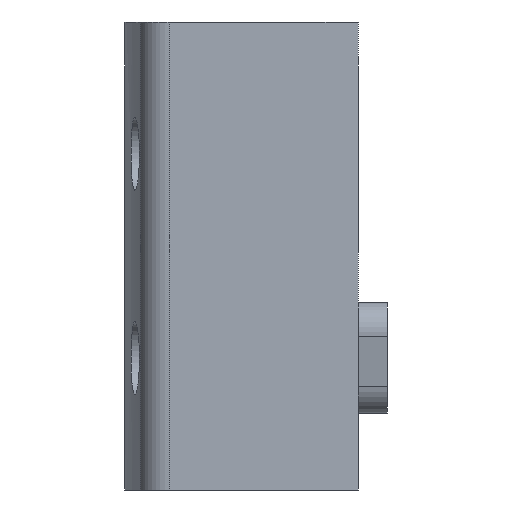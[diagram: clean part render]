
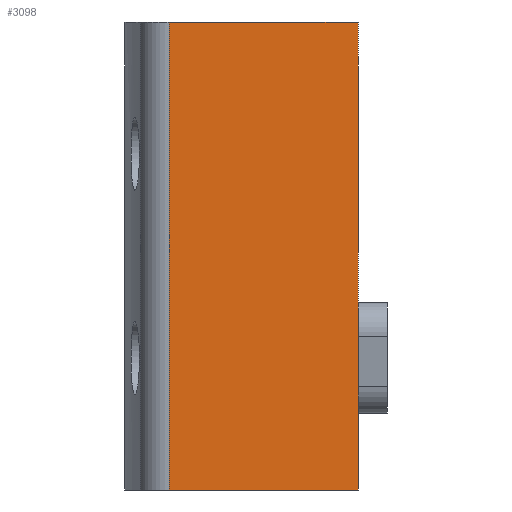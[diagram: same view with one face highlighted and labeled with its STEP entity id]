
A CAD part, left-side view. The second image highlights one B-rep face of the part: STEP entity #3098.
In plain terms, the highlighted planar face has unit normal (-1, 0, 0).
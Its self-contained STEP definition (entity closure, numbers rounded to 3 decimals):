
#352=ORIENTED_EDGE('',*,*,#1169,.T.);
#353=ORIENTED_EDGE('',*,*,#1101,.F.);
#354=ORIENTED_EDGE('',*,*,#1170,.F.);
#355=ORIENTED_EDGE('',*,*,#1167,.T.);
#1101=EDGE_CURVE('',#1512,#1509,#1821,.T.);
#1167=EDGE_CURVE('',#1574,#1573,#1862,.T.);
#1169=EDGE_CURVE('',#1573,#1509,#1863,.T.);
#1170=EDGE_CURVE('',#1574,#1512,#1864,.T.);
#1509=VERTEX_POINT('',#4698);
#1512=VERTEX_POINT('',#4703);
#1573=VERTEX_POINT('',#4856);
#1574=VERTEX_POINT('',#4858);
#1821=LINE('',#4704,#2066);
#1862=LINE('',#4857,#2107);
#1863=LINE('',#4861,#2108);
#1864=LINE('',#4862,#2109);
#2066=VECTOR('',#3701,1000.);
#2107=VECTOR('',#3800,1000.);
#2108=VECTOR('',#3805,1000.);
#2109=VECTOR('',#3806,1000.);
#2327=EDGE_LOOP('',(#352,#353,#354,#355));
#2657=FACE_BOUND('',#2327,.T.);
#2973=PLANE('',#3348);
#3098=ADVANCED_FACE('',(#2657),#2973,.F.);
#3348=AXIS2_PLACEMENT_3D('',#4860,#3803,#3804);
#3701=DIRECTION('',(0.,0.,-1.));
#3800=DIRECTION('',(0.,0.,-1.));
#3803=DIRECTION('',(1.,0.,0.));
#3804=DIRECTION('',(0.,0.,-1.));
#3805=DIRECTION('',(0.,-1.,0.));
#3806=DIRECTION('',(0.,-1.,0.));
#4698=CARTESIAN_POINT('',(-76.1,0.,-24.05));
#4703=CARTESIAN_POINT('',(-76.1,0.,24.05));
#4704=CARTESIAN_POINT('',(-76.1,0.,24.05));
#4856=CARTESIAN_POINT('',(-76.1,19.418,-24.05));
#4857=CARTESIAN_POINT('',(-76.1,19.418,24.05));
#4858=CARTESIAN_POINT('',(-76.1,19.418,24.05));
#4860=CARTESIAN_POINT('',(-76.1,19.418,24.05));
#4861=CARTESIAN_POINT('',(-76.1,19.418,-24.05));
#4862=CARTESIAN_POINT('',(-76.1,19.418,24.05));
